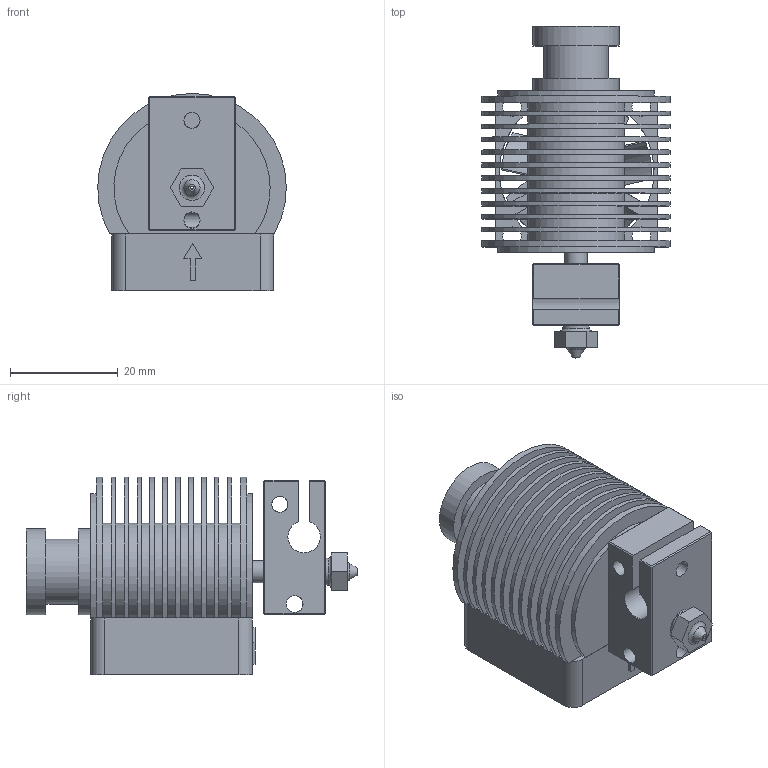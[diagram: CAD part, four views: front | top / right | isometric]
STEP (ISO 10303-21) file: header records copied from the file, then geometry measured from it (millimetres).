
FILE_DESCRIPTION(('FreeCAD Model'),'2;1');
FILE_NAME( 'FullAsm.step' ,'2017-01-04T15:19:55',('Author'),(''), 'Open CASCADE STEP processor 6.9','FreeCAD','Unknown');
FILE_SCHEMA(('AUTOMOTIVE_DESIGN_CC2 { 1 2 10303 214 -1 1 5 4 }'));
Length unit declared in the file: millimetre
Products named in the file (6): ASSEMBLY; Flat_sink_01; heat_break_01; Nozzle_0_5mm_01; _0mm_fan_01; HeatBlock_01
Assembly tree (5 placements, depth 2):
  ASSEMBLY
    Flat_sink_01
    heat_break_01
    Nozzle_0_5mm_01
    _0mm_fan_01
    HeatBlock_01
Bounding box: 35 x 61.6 x 36.58 mm (x, y, z)
Volume: 18716.3 mm3; surface area: 25715.3 mm2
Topology: 4 solids, 6 shells, 243 faces, 616 edges, 390 vertices
Faces by surface type: plane 115, cylinder 113, cone 13, torus 2
Full cylindrical faces by diameter (mm): 0.5 x1, 3 x13, 3.1 x1, 3.5 x4, 4.1 x1, 5 x1, 6 x3, 6.9 x3, 7 x1, 12 x1, 16 x2, 17 x1, 28.75 x1
Entity records: 20453 total; most frequent: CARTESIAN_POINT 7443, DIRECTION 2199, ORIENTED_EDGE 1232, PCURVE 1232, DEFINITIONAL_REPRESENTATION 1232, LINE 1031, VECTOR 1031, EDGE_CURVE 616
